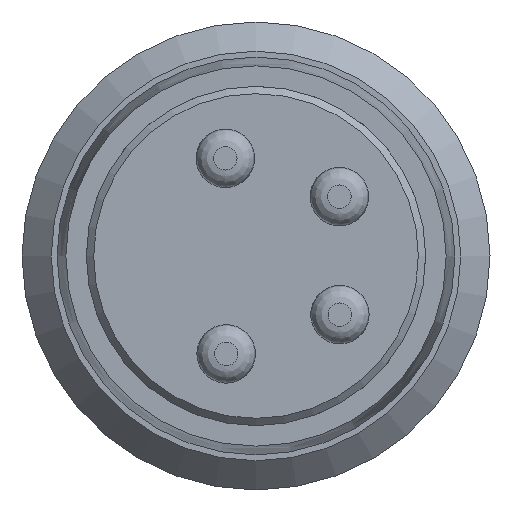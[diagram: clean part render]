
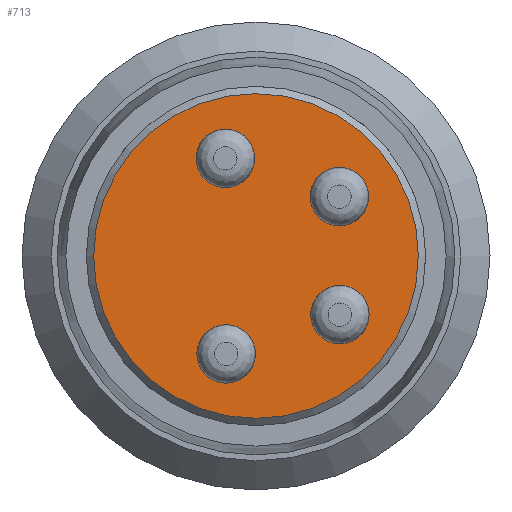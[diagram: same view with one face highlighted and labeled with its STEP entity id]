
A CAD part, left-side view. The second image highlights one B-rep face of the part: STEP entity #713.
In plain terms, the highlighted planar face has unit normal (-1, 0, 0).
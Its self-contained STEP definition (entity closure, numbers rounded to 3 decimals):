
#152=FACE_BOUND('',#294,.T.);
#153=FACE_BOUND('',#295,.T.);
#154=FACE_BOUND('',#296,.T.);
#155=FACE_BOUND('',#297,.T.);
#203=FACE_OUTER_BOUND('',#293,.T.);
#293=EDGE_LOOP('',(#609));
#294=EDGE_LOOP('',(#610));
#295=EDGE_LOOP('',(#611));
#296=EDGE_LOOP('',(#612));
#297=EDGE_LOOP('',(#613));
#347=CIRCLE('',#789,0.5);
#352=CIRCLE('',#796,0.5);
#357=CIRCLE('',#803,0.5);
#362=CIRCLE('',#810,0.5);
#365=CIRCLE('',#815,2.775);
#403=VERTEX_POINT('',#1401);
#408=VERTEX_POINT('',#1443);
#413=VERTEX_POINT('',#1485);
#418=VERTEX_POINT('',#1527);
#421=VERTEX_POINT('',#1565);
#467=EDGE_CURVE('',#403,#403,#347,.T.);
#473=EDGE_CURVE('',#408,#408,#352,.T.);
#479=EDGE_CURVE('',#413,#413,#357,.T.);
#485=EDGE_CURVE('',#418,#418,#362,.T.);
#489=EDGE_CURVE('',#421,#421,#365,.T.);
#609=ORIENTED_EDGE('',*,*,#489,.F.);
#610=ORIENTED_EDGE('',*,*,#485,.T.);
#611=ORIENTED_EDGE('',*,*,#473,.T.);
#612=ORIENTED_EDGE('',*,*,#479,.T.);
#613=ORIENTED_EDGE('',*,*,#467,.T.);
#668=PLANE('',#814);
#713=ADVANCED_FACE('',(#203,#152,#153,#154,#155),#668,.T.);
#789=AXIS2_PLACEMENT_3D('',#1402,#938,#939);
#796=AXIS2_PLACEMENT_3D('',#1444,#952,#953);
#803=AXIS2_PLACEMENT_3D('',#1486,#966,#967);
#810=AXIS2_PLACEMENT_3D('',#1528,#980,#981);
#814=AXIS2_PLACEMENT_3D('',#1564,#988,#989);
#815=AXIS2_PLACEMENT_3D('',#1566,#990,#991);
#938=DIRECTION('center_axis',(1.,0.,0.));
#939=DIRECTION('ref_axis',(0.,-0.001,-1.));
#952=DIRECTION('center_axis',(1.,0.,0.));
#953=DIRECTION('ref_axis',(0.,-0.001,-1.));
#966=DIRECTION('center_axis',(1.,0.,0.));
#967=DIRECTION('ref_axis',(0.,-0.001,-1.));
#980=DIRECTION('center_axis',(1.,0.,0.));
#981=DIRECTION('ref_axis',(0.,-0.001,-1.));
#988=DIRECTION('center_axis',(-1.,0.,0.));
#989=DIRECTION('ref_axis',(0.,-1.,0.001));
#990=DIRECTION('center_axis',(1.,0.,0.));
#991=DIRECTION('ref_axis',(0.,0.001,1.));
#1401=CARTESIAN_POINT('',(5.25,-1.426,1.514));
#1402=CARTESIAN_POINT('Origin',(5.25,-1.426,1.014));
#1443=CARTESIAN_POINT('',(5.25,0.511,-1.174));
#1444=CARTESIAN_POINT('Origin',(5.25,0.51,-1.674));
#1485=CARTESIAN_POINT('',(5.25,-1.434,-0.503));
#1486=CARTESIAN_POINT('Origin',(5.25,-1.434,-1.003));
#1527=CARTESIAN_POINT('',(5.25,0.525,2.17));
#1528=CARTESIAN_POINT('Origin',(5.25,0.524,1.67));
#1564=CARTESIAN_POINT('Origin',(5.25,0.002,2.775));
#1565=CARTESIAN_POINT('',(5.25,0.002,2.775));
#1566=CARTESIAN_POINT('Origin',(5.25,0.,
0.));
